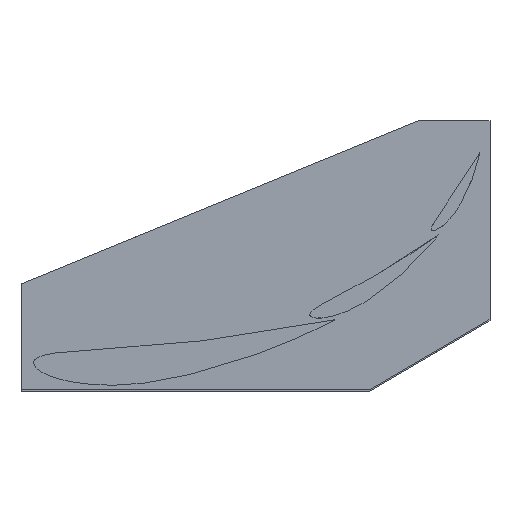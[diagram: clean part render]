
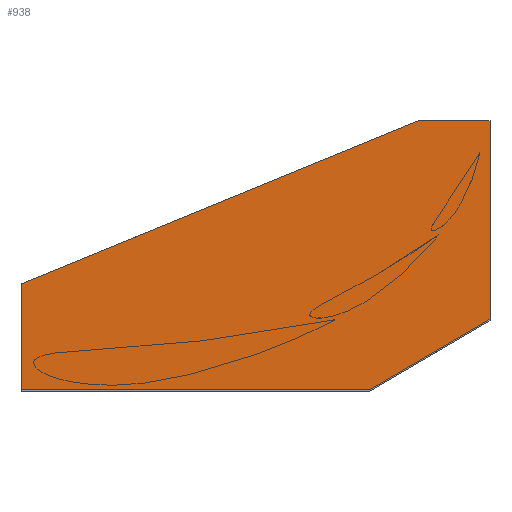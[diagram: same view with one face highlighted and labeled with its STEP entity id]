
A CAD part, top view. The second image highlights one B-rep face of the part: STEP entity #938.
In plain terms, the highlighted planar face has unit normal (0, 0, 1).
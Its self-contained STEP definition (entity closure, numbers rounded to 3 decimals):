
#29 = DIRECTION ( 'NONE',  ( 0.863, 0.505, 0. ) ) ;
#50 = CARTESIAN_POINT ( 'NONE',  ( -19.284, 129.82, 692.5 ) ) ;
#153 = EDGE_CURVE ( 'NONE', #165, #2436, #679, .T. ) ;
#165 = VERTEX_POINT ( 'NONE', #2215 ) ;
#203 = CARTESIAN_POINT ( 'NONE',  ( 632.994, 397.928, 692.5 ) ) ;
#261 = ORIENTED_EDGE ( 'NONE', *, *, #935, .T. ) ;
#271 = CARTESIAN_POINT ( 'NONE',  ( 552.91, -45.436, 692.5 ) ) ;
#333 = LINE ( 'NONE', #2074, #1315 ) ;
#349 = DIRECTION ( 'NONE',  ( -1., 0., 0. ) ) ;
#423 = VECTOR ( 'NONE', #999, 1000. ) ;
#493 = VERTEX_POINT ( 'NONE', #50 ) ;
#506 = EDGE_LOOP ( 'NONE', ( #2194, #2219, #1989, #2435, #261, #1238 ) ) ;
#676 = EDGE_CURVE ( 'NONE', #493, #909, #977, .T. ) ;
#679 = LINE ( 'NONE', #1674, #1267 ) ;
#757 = EDGE_CURVE ( 'NONE', #1967, #165, #1177, .T. ) ;
#864 = VECTOR ( 'NONE', #2254, 1000. ) ;
#909 = VERTEX_POINT ( 'NONE', #1857 ) ;
#935 = EDGE_CURVE ( 'NONE', #2436, #2421, #333, .T. ) ;
#938 = ADVANCED_FACE ( 'NONE', ( #1910 ), #1505, .F. ) ;
#977 = LINE ( 'NONE', #2317, #423 ) ;
#999 = DIRECTION ( 'NONE',  ( 0., -1., 0. ) ) ;
#1006 = VECTOR ( 'NONE', #1378, 1000. ) ;
#1081 = LINE ( 'NONE', #1675, #864 ) ;
#1174 = CARTESIAN_POINT ( 'NONE',  ( -19.284, 129.82, 692.5 ) ) ;
#1176 = CARTESIAN_POINT ( 'NONE',  ( 751.379, 397.928, 692.5 ) ) ;
#1177 = LINE ( 'NONE', #1542, #1190 ) ;
#1190 = VECTOR ( 'NONE', #29, 1000. ) ;
#1199 = LINE ( 'NONE', #1174, #1006 ) ;
#1202 = EDGE_CURVE ( 'NONE', #2421, #493, #1199, .T. ) ;
#1238 = ORIENTED_EDGE ( 'NONE', *, *, #1202, .T. ) ;
#1267 = VECTOR ( 'NONE', #1630, 1000. ) ;
#1315 = VECTOR ( 'NONE', #349, 1000. ) ;
#1378 = DIRECTION ( 'NONE',  ( -0.925, -0.38, 0. ) ) ;
#1479 = DIRECTION ( 'NONE',  ( 0., 0., -1. ) ) ;
#1505 = PLANE ( 'NONE',  #2418 ) ;
#1542 = CARTESIAN_POINT ( 'NONE',  ( 552.91, -45.436, 692.5 ) ) ;
#1630 = DIRECTION ( 'NONE',  ( 0., 1., 0. ) ) ;
#1674 = CARTESIAN_POINT ( 'NONE',  ( 751.379, 70.628, 692.5 ) ) ;
#1675 = CARTESIAN_POINT ( 'NONE',  ( -19.284, -45.436, 692.5 ) ) ;
#1751 = EDGE_CURVE ( 'NONE', #909, #1967, #1081, .T. ) ;
#1857 = CARTESIAN_POINT ( 'NONE',  ( -19.284, -45.436, 692.5 ) ) ;
#1874 = DIRECTION ( 'NONE',  ( -1., 0., 0. ) ) ;
#1910 = FACE_OUTER_BOUND ( 'NONE', #506, .T. ) ;
#1967 = VERTEX_POINT ( 'NONE', #271 ) ;
#1989 = ORIENTED_EDGE ( 'NONE', *, *, #757, .T. ) ;
#2074 = CARTESIAN_POINT ( 'NONE',  ( 632.994, 397.928, 692.5 ) ) ;
#2194 = ORIENTED_EDGE ( 'NONE', *, *, #676, .T. ) ;
#2215 = CARTESIAN_POINT ( 'NONE',  ( 751.379, 70.628, 692.5 ) ) ;
#2219 = ORIENTED_EDGE ( 'NONE', *, *, #1751, .T. ) ;
#2254 = DIRECTION ( 'NONE',  ( 1., 0., 0. ) ) ;
#2288 = CARTESIAN_POINT ( 'NONE',  ( 0., 0., 692.5 ) ) ;
#2317 = CARTESIAN_POINT ( 'NONE',  ( -19.284, -45.436, 692.5 ) ) ;
#2418 = AXIS2_PLACEMENT_3D ( 'NONE', #2288, #1479, #1874 ) ;
#2421 = VERTEX_POINT ( 'NONE', #203 ) ;
#2435 = ORIENTED_EDGE ( 'NONE', *, *, #153, .T. ) ;
#2436 = VERTEX_POINT ( 'NONE', #1176 ) ;
